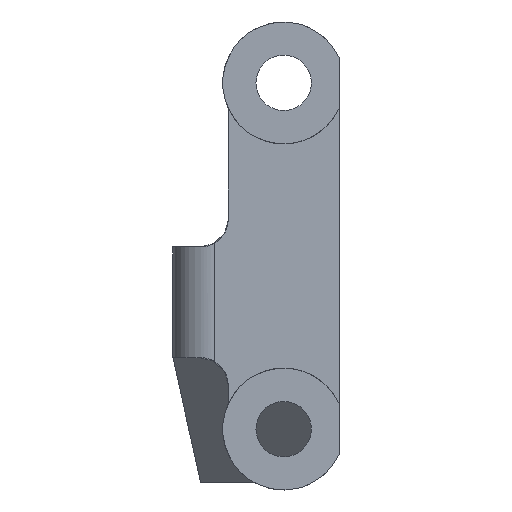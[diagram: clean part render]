
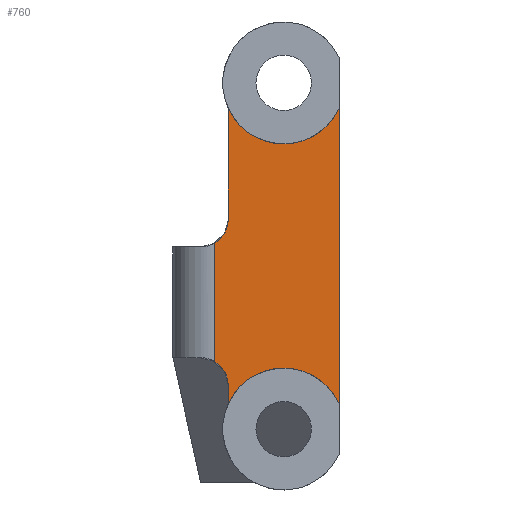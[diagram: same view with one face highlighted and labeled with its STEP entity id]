
A CAD part, left-side view. The second image highlights one B-rep face of the part: STEP entity #760.
In plain terms, the highlighted free-form (B-spline) face has degree [1, 1] with [2, 2] control points.
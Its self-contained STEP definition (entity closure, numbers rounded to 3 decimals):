
#130=CARTESIAN_POINT('',(-14.55,-6.5,6.84));
#131=VERTEX_POINT('',#130);
#140=CARTESIAN_POINT('',(-14.55,-2.5,6.84));
#141=VERTEX_POINT('',#140);
#142=CARTESIAN_POINT('',(-14.55,-4.5,5.923));
#143=DIRECTION('',(-1.0,0.0,0.0));
#144=DIRECTION('',(0.0,0.0,-1.0));
#145=AXIS2_PLACEMENT_3D('',#142,#143,#144);
#146=CIRCLE('',#145,2.2);
#147=EDGE_CURVE('',#131,#141,#146,.T.);
#231=CARTESIAN_POINT('',(-14.55,-6.5,17.507));
#232=VERTEX_POINT('',#231);
#239=CARTESIAN_POINT('',(-14.55,-6.5,6.84));
#240=DIRECTION('',(0.0,0.0,1.0));
#241=VECTOR('',#240,10.667);
#242=LINE('',#239,#241);
#243=EDGE_CURVE('',#131,#232,#242,.T.);
#317=CARTESIAN_POINT('',(-14.55,-2.5,17.507));
#318=VERTEX_POINT('',#317);
#325=CARTESIAN_POINT('',(-14.55,-4.5,18.423));
#326=DIRECTION('',(-1.0,0.0,0.0));
#327=DIRECTION('',(0.0,0.0,-1.0));
#328=AXIS2_PLACEMENT_3D('',#325,#326,#327);
#329=CIRCLE('',#328,2.2);
#330=EDGE_CURVE('',#318,#232,#329,.T.);
#443=CARTESIAN_POINT('',(-14.55,-2.5,13.5));
#444=VERTEX_POINT('',#443);
#453=CARTESIAN_POINT('',(-14.55,-2.5,17.507));
#454=DIRECTION('',(0.0,0.0,-1.0));
#455=VECTOR('',#454,4.007);
#456=LINE('',#453,#455);
#457=EDGE_CURVE('',#318,#444,#456,.T.);
#567=CARTESIAN_POINT('',(-14.55,-2.5,7.5));
#568=VERTEX_POINT('',#567);
#577=CARTESIAN_POINT('',(-14.55,-2.5,7.5));
#578=DIRECTION('',(0.0,0.0,-1.0));
#579=VECTOR('',#578,0.66);
#580=LINE('',#577,#579);
#581=EDGE_CURVE('',#568,#141,#580,.T.);
#701=CARTESIAN_POINT('',(-14.55,-2.,8.366));
#702=VERTEX_POINT('',#701);
#722=CARTESIAN_POINT('',(-14.55,-1.5,7.5));
#723=DIRECTION('',(-1.,0.0,0.0));
#724=DIRECTION('',(0.0,-0.707,0.707));
#725=AXIS2_PLACEMENT_3D('',#722,#723,#724);
#726=CIRCLE('',#725,1.0);
#727=EDGE_CURVE('',#568,#702,#726,.T.);
#732=CARTESIAN_POINT('',(-14.55,-6.5,17.507));
#733=CARTESIAN_POINT('',(-14.55,-6.5,6.84));
#734=CARTESIAN_POINT('',(-14.55,-2.,17.507));
#735=CARTESIAN_POINT('',(-14.55,-2.,6.84));
#736=B_SPLINE_SURFACE_WITH_KNOTS('',1,1,((#732,#734),(#733,#735)),.UNSPECIFIED.,.F.,.F.,.U.,(2,2),(2,2),(0.0,10.667),(0.0,4.5),.UNSPECIFIED.);
#737=CARTESIAN_POINT('',(-14.55,-2.,12.634));
#738=VERTEX_POINT('',#737);
#739=CARTESIAN_POINT('',(-14.55,-2.,8.366));
#740=DIRECTION('',(0.0,0.0,1.0));
#741=VECTOR('',#740,4.268);
#742=LINE('',#739,#741);
#743=EDGE_CURVE('',#702,#738,#742,.T.);
#744=ORIENTED_EDGE('',*,*,#743,.F.);
#745=ORIENTED_EDGE('',*,*,#727,.F.);
#746=ORIENTED_EDGE('',*,*,#581,.T.);
#747=ORIENTED_EDGE('',*,*,#147,.F.);
#748=ORIENTED_EDGE('',*,*,#243,.T.);
#749=ORIENTED_EDGE('',*,*,#330,.F.);
#750=ORIENTED_EDGE('',*,*,#457,.T.);
#751=CARTESIAN_POINT('',(-14.55,-1.5,13.5));
#752=DIRECTION('',(-1.0,0.0,0.0));
#753=DIRECTION('',(0.0,-0.707,-0.707));
#754=AXIS2_PLACEMENT_3D('',#751,#752,#753);
#755=CIRCLE('',#754,1.);
#756=EDGE_CURVE('',#738,#444,#755,.T.);
#757=ORIENTED_EDGE('',*,*,#756,.F.);
#758=EDGE_LOOP('',(#744,#745,#746,#747,#748,#749,#750,#757));
#759=FACE_OUTER_BOUND('',#758,.T.);
#760=ADVANCED_FACE('',(#759),#736,.F.);
